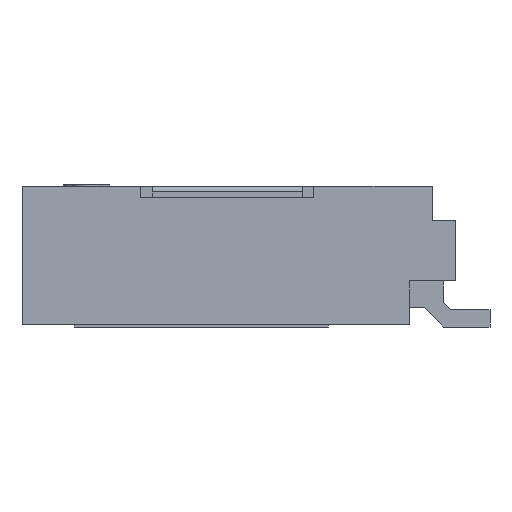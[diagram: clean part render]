
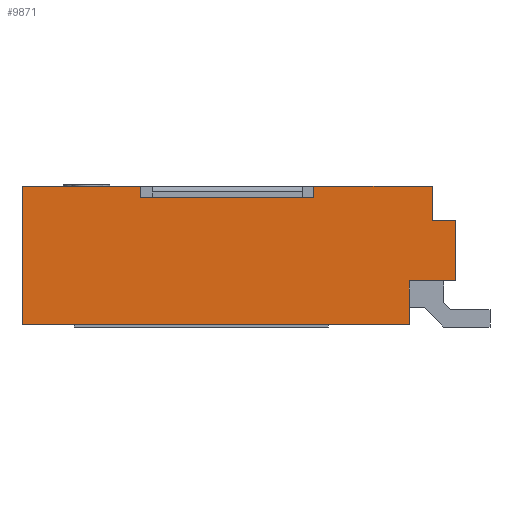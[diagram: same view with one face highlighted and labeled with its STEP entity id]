
A CAD part, left-side view. The second image highlights one B-rep face of the part: STEP entity #9871.
In plain terms, the highlighted planar face has unit normal (-1, 0, 0).
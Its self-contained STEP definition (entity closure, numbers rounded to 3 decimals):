
#167 = EDGE_CURVE ( 'NONE', #26399, #3057, #15739, .T. ) ;
#203 = DIRECTION ( 'NONE',  ( 0., 1., 0. ) ) ;
#329 = CARTESIAN_POINT ( 'NONE',  ( -2.3, -0.525, 1.1 ) ) ;
#757 = CARTESIAN_POINT ( 'NONE',  ( -2.3, 0.975, 1.1 ) ) ;
#980 = ORIENTED_EDGE ( 'NONE', *, *, #22985, .F. ) ;
#1017 = ORIENTED_EDGE ( 'NONE', *, *, #28765, .T. ) ;
#1147 = LINE ( 'NONE', #3537, #10602 ) ;
#1393 = VECTOR ( 'NONE', #22075, 1000. ) ;
#1514 = LINE ( 'NONE', #19717, #1393 ) ;
#1667 = DIRECTION ( 'NONE',  ( 1., 0., 0. ) ) ;
#2172 = VECTOR ( 'NONE', #15458, 1000. ) ;
#2263 = ORIENTED_EDGE ( 'NONE', *, *, #14579, .F. ) ;
#2368 = EDGE_LOOP ( 'NONE', ( #22544, #18159, #20016, #12814, #10403, #980, #13685, #1017, #8798, #2263, #26275, #20077 ) ) ;
#2413 = DIRECTION ( 'NONE',  ( 0., 0., 1. ) ) ;
#2877 = CARTESIAN_POINT ( 'NONE',  ( -2.3, -1.55, 0.9 ) ) ;
#3057 = VERTEX_POINT ( 'NONE', #25904 ) ;
#3403 = VERTEX_POINT ( 'NONE', #27045 ) ;
#3534 = DIRECTION ( 'NONE',  ( 0., -1., 0. ) ) ;
#3537 = CARTESIAN_POINT ( 'NONE',  ( -2.3, -1.55, 1.2 ) ) ;
#3999 = CARTESIAN_POINT ( 'NONE',  ( -2.3, -0.525, 1.2 ) ) ;
#4124 = VECTOR ( 'NONE', #203, 1000. ) ;
#4243 = VERTEX_POINT ( 'NONE', #2877 ) ;
#4263 = VECTOR ( 'NONE', #27040, 1000. ) ;
#5298 = VERTEX_POINT ( 'NONE', #13172 ) ;
#5506 = DIRECTION ( 'NONE',  ( 0., -1., 0. ) ) ;
#5985 = CARTESIAN_POINT ( 'NONE',  ( -2.3, 0., 0. ) ) ;
#6253 = VERTEX_POINT ( 'NONE', #7179 ) ;
#7179 = CARTESIAN_POINT ( 'NONE',  ( -2.3, 2., 0. ) ) ;
#7611 = LINE ( 'NONE', #12238, #21936 ) ;
#8050 = VECTOR ( 'NONE', #13044, 1000. ) ;
#8798 = ORIENTED_EDGE ( 'NONE', *, *, #10241, .F. ) ;
#9006 = LINE ( 'NONE', #18096, #4124 ) ;
#9335 = EDGE_CURVE ( 'NONE', #25547, #9364, #24649, .T. ) ;
#9364 = VERTEX_POINT ( 'NONE', #3999 ) ;
#9871 = ADVANCED_FACE ( 'NONE', ( #25503 ), #27762, .F. ) ;
#9883 = DIRECTION ( 'NONE',  ( 0., 0., 1. ) ) ;
#9961 = LINE ( 'NONE', #10572, #21393 ) ;
#10241 = EDGE_CURVE ( 'NONE', #4243, #5298, #7611, .T. ) ;
#10403 = ORIENTED_EDGE ( 'NONE', *, *, #13676, .T. ) ;
#10436 = CARTESIAN_POINT ( 'NONE',  ( -2.3, -1.35, 0.38 ) ) ;
#10572 = CARTESIAN_POINT ( 'NONE',  ( -2.3, 2., 0. ) ) ;
#10602 = VECTOR ( 'NONE', #28539, 1000. ) ;
#11023 = CARTESIAN_POINT ( 'NONE',  ( -2.3, 2., 1.2 ) ) ;
#11124 = VERTEX_POINT ( 'NONE', #329 ) ;
#11552 = CARTESIAN_POINT ( 'NONE',  ( -2.3, 0.975, 1.1 ) ) ;
#11818 = LINE ( 'NONE', #18668, #20508 ) ;
#12115 = LINE ( 'NONE', #757, #15415 ) ;
#12238 = CARTESIAN_POINT ( 'NONE',  ( -2.3, -1.55, 0.9 ) ) ;
#12295 = CARTESIAN_POINT ( 'NONE',  ( -2.3, -1.75, 0.38 ) ) ;
#12814 = ORIENTED_EDGE ( 'NONE', *, *, #25317, .T. ) ;
#13044 = DIRECTION ( 'NONE',  ( 0., 0., 1. ) ) ;
#13172 = CARTESIAN_POINT ( 'NONE',  ( -2.3, -1.75, 0.9 ) ) ;
#13676 = EDGE_CURVE ( 'NONE', #6253, #3403, #9961, .T. ) ;
#13685 = ORIENTED_EDGE ( 'NONE', *, *, #18758, .F. ) ;
#14389 = CARTESIAN_POINT ( 'NONE',  ( -2.3, -1.55, 1.2 ) ) ;
#14579 = EDGE_CURVE ( 'NONE', #25547, #4243, #1147, .T. ) ;
#15046 = DIRECTION ( 'NONE',  ( 0., 0., -1. ) ) ;
#15415 = VECTOR ( 'NONE', #9883, 1000. ) ;
#15458 = DIRECTION ( 'NONE',  ( 0., 1., 0. ) ) ;
#15482 = CARTESIAN_POINT ( 'NONE',  ( -2.3, 2., 1.2 ) ) ;
#15739 = LINE ( 'NONE', #18118, #2172 ) ;
#16044 = CARTESIAN_POINT ( 'NONE',  ( -2.3, 0.975, 1.2 ) ) ;
#16867 = VECTOR ( 'NONE', #20212, 1000. ) ;
#18096 = CARTESIAN_POINT ( 'NONE',  ( -2.3, -1.35, 0.38 ) ) ;
#18118 = CARTESIAN_POINT ( 'NONE',  ( -2.3, 2., 1.2 ) ) ;
#18159 = ORIENTED_EDGE ( 'NONE', *, *, #25942, .T. ) ;
#18668 = CARTESIAN_POINT ( 'NONE',  ( -2.3, -0.525, 1.1 ) ) ;
#18758 = EDGE_CURVE ( 'NONE', #27596, #27731, #9006, .T. ) ;
#19336 = LINE ( 'NONE', #10436, #23354 ) ;
#19560 = DIRECTION ( 'NONE',  ( 0., 1., 0. ) ) ;
#19717 = CARTESIAN_POINT ( 'NONE',  ( -2.3, -0.525, 1.1 ) ) ;
#20016 = ORIENTED_EDGE ( 'NONE', *, *, #167, .T. ) ;
#20077 = ORIENTED_EDGE ( 'NONE', *, *, #23434, .F. ) ;
#20212 = DIRECTION ( 'NONE',  ( 0., 0., -1. ) ) ;
#20340 = VERTEX_POINT ( 'NONE', #11552 ) ;
#20508 = VECTOR ( 'NONE', #2413, 1000. ) ;
#21393 = VECTOR ( 'NONE', #3534, 1000. ) ;
#21789 = CARTESIAN_POINT ( 'NONE',  ( -2.3, -1.35, 0.38 ) ) ;
#21936 = VECTOR ( 'NONE', #5506, 1000. ) ;
#22075 = DIRECTION ( 'NONE',  ( 0., -1., 0. ) ) ;
#22544 = ORIENTED_EDGE ( 'NONE', *, *, #28801, .F. ) ;
#22985 = EDGE_CURVE ( 'NONE', #27731, #3403, #19336, .T. ) ;
#23323 = AXIS2_PLACEMENT_3D ( 'NONE', #5985, #1667, #19560 ) ;
#23354 = VECTOR ( 'NONE', #15046, 1000. ) ;
#23434 = EDGE_CURVE ( 'NONE', #11124, #9364, #11818, .T. ) ;
#24649 = LINE ( 'NONE', #11023, #4263 ) ;
#25092 = LINE ( 'NONE', #15482, #16867 ) ;
#25317 = EDGE_CURVE ( 'NONE', #3057, #6253, #25092, .T. ) ;
#25503 = FACE_OUTER_BOUND ( 'NONE', #2368, .T. ) ;
#25547 = VERTEX_POINT ( 'NONE', #14389 ) ;
#25904 = CARTESIAN_POINT ( 'NONE',  ( -2.3, 2., 1.2 ) ) ;
#25942 = EDGE_CURVE ( 'NONE', #20340, #26399, #12115, .T. ) ;
#26275 = ORIENTED_EDGE ( 'NONE', *, *, #9335, .T. ) ;
#26399 = VERTEX_POINT ( 'NONE', #16044 ) ;
#26540 = LINE ( 'NONE', #26701, #8050 ) ;
#26701 = CARTESIAN_POINT ( 'NONE',  ( -2.3, -1.75, 1.2 ) ) ;
#27040 = DIRECTION ( 'NONE',  ( 0., 1., 0. ) ) ;
#27045 = CARTESIAN_POINT ( 'NONE',  ( -2.3, -1.35, 0. ) ) ;
#27596 = VERTEX_POINT ( 'NONE', #12295 ) ;
#27731 = VERTEX_POINT ( 'NONE', #21789 ) ;
#27762 = PLANE ( 'NONE',  #23323 ) ;
#28539 = DIRECTION ( 'NONE',  ( 0., 0., -1. ) ) ;
#28765 = EDGE_CURVE ( 'NONE', #27596, #5298, #26540, .T. ) ;
#28801 = EDGE_CURVE ( 'NONE', #20340, #11124, #1514, .T. ) ;
